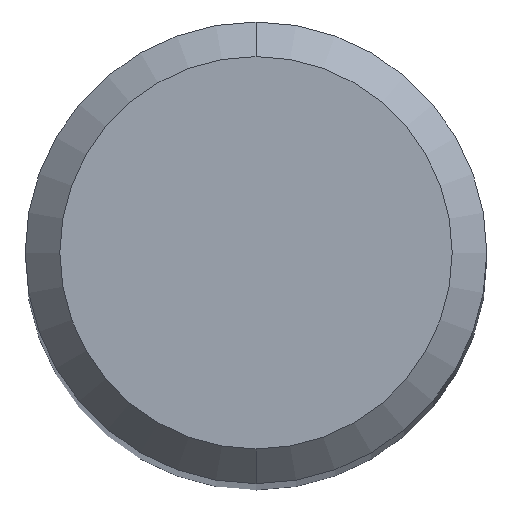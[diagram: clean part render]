
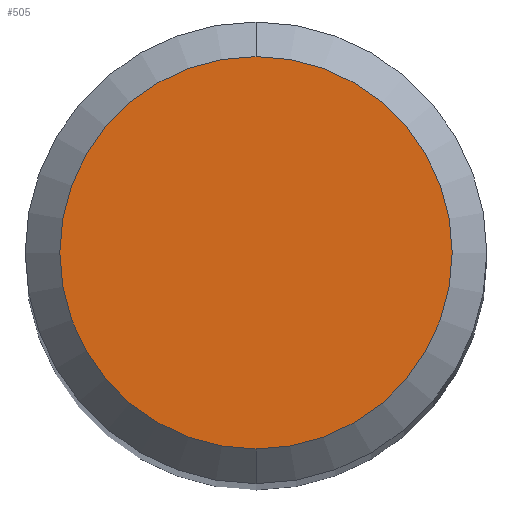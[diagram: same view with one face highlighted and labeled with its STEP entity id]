
A CAD part, top view. The second image highlights one B-rep face of the part: STEP entity #505.
In plain terms, the highlighted planar face has unit normal (0, 0, 1).
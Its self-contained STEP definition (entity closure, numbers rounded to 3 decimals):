
#231=VERTEX_POINT('',#594);
#261=EDGE_CURVE('',#279,#231,#629,.T.);
#279=VERTEX_POINT('',#648);
#453=EDGE_CURVE('',#231,#279,#838,.T.);
#505=ADVANCED_FACE('',(#897),#898,.T.);
#594=CARTESIAN_POINT('',(0.,-1.7,0.0));
#629=CIRCLE('',#1093,1.7);
#648=CARTESIAN_POINT('',(0.0,1.7,0.0));
#838=CIRCLE('',#1467,1.7);
#897=FACE_OUTER_BOUND('',#1547,.T.);
#898=PLANE('',#1548);
#1093=AXIS2_PLACEMENT_3D('',#1749,#1750,#1751);
#1467=AXIS2_PLACEMENT_3D('',#1962,#1963,#1964);
#1547=EDGE_LOOP('',(#2044,#2045));
#1548=AXIS2_PLACEMENT_3D('',#2046,#2047,#2048);
#1749=CARTESIAN_POINT('',(0.0,0.0,0.0));
#1750=DIRECTION('',(0.0,0.0,-1.0));
#1751=DIRECTION('',(0.0,1.0,0.0));
#1962=CARTESIAN_POINT('',(0.0,0.0,0.0));
#1963=DIRECTION('',(0.0,0.0,-1.0));
#1964=DIRECTION('',(0.0,1.0,0.0));
#2044=ORIENTED_EDGE('',*,*,#261,.F.);
#2045=ORIENTED_EDGE('',*,*,#453,.F.);
#2046=CARTESIAN_POINT('',(0.0,0.85,0.0));
#2047=DIRECTION('',(-0.0,0.0,1.0));
#2048=DIRECTION('',(0.0,-1.0,0.0));
